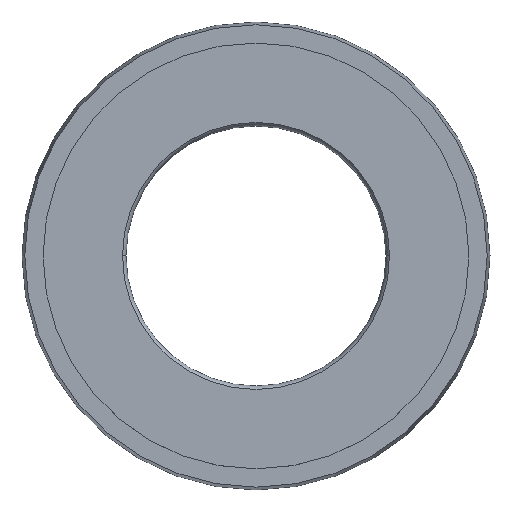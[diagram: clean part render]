
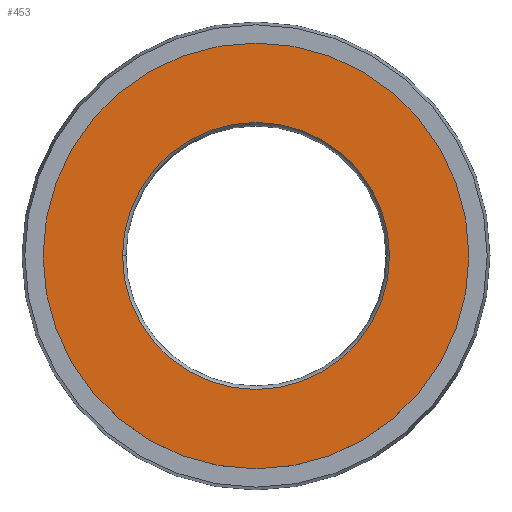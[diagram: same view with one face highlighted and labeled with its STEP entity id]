
A CAD part, top view. The second image highlights one B-rep face of the part: STEP entity #453.
In plain terms, the highlighted planar face has unit normal (0, 0, 1).
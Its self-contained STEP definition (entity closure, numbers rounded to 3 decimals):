
#14 = AXIS2_PLACEMENT_3D ( 'NONE', #129, #329, #229 ) ;
#15 = VERTEX_POINT ( 'NONE', #624 ) ;
#23 = DIRECTION ( 'NONE',  ( -1., 0., 0. ) ) ;
#31 = DIRECTION ( 'NONE',  ( 0., 0., 1. ) ) ;
#56 = DIRECTION ( 'NONE',  ( 0., 0., 1. ) ) ;
#57 = DIRECTION ( 'NONE',  ( 1., 0., 0. ) ) ;
#67 = CIRCLE ( 'NONE', #377, 9.5 ) ;
#85 = CARTESIAN_POINT ( 'NONE',  ( 0., 0., 0. ) ) ;
#126 = AXIS2_PLACEMENT_3D ( 'NONE', #369, #626, #23 ) ;
#129 = CARTESIAN_POINT ( 'NONE',  ( 0., 0., 0. ) ) ;
#155 = EDGE_CURVE ( 'NONE', #15, #526, #194, .T. ) ;
#194 = CIRCLE ( 'NONE', #206, 15.15 ) ;
#195 = FACE_BOUND ( 'NONE', #465, .T. ) ;
#206 = AXIS2_PLACEMENT_3D ( 'NONE', #85, #31, #588 ) ;
#229 = DIRECTION ( 'NONE',  ( 1., 0., 0. ) ) ;
#231 = ORIENTED_EDGE ( 'NONE', *, *, #457, .T. ) ;
#253 = CIRCLE ( 'NONE', #14, 15.15 ) ;
#258 = CARTESIAN_POINT ( 'NONE',  ( 0., 0., 0. ) ) ;
#312 = CIRCLE ( 'NONE', #509, 9.5 ) ;
#313 = EDGE_CURVE ( 'NONE', #452, #620, #312, .T. ) ;
#329 = DIRECTION ( 'NONE',  ( 0., 0., 1. ) ) ;
#333 = ORIENTED_EDGE ( 'NONE', *, *, #155, .T. ) ;
#334 = DIRECTION ( 'NONE',  ( 1., 0., 0. ) ) ;
#369 = CARTESIAN_POINT ( 'NONE',  ( 0., 0., 0. ) ) ;
#377 = AXIS2_PLACEMENT_3D ( 'NONE', #536, #490, #334 ) ;
#382 = FACE_OUTER_BOUND ( 'NONE', #454, .T. ) ;
#409 = PLANE ( 'NONE',  #126 ) ;
#411 = CARTESIAN_POINT ( 'NONE',  ( 9.5, 0., 0. ) ) ;
#414 = ORIENTED_EDGE ( 'NONE', *, *, #313, .F. ) ;
#430 = CARTESIAN_POINT ( 'NONE',  ( -15.15, 0., 0. ) ) ;
#452 = VERTEX_POINT ( 'NONE', #411 ) ;
#453 = ADVANCED_FACE ( 'NONE', ( #195, #382 ), #409, .F. ) ;
#454 = EDGE_LOOP ( 'NONE', ( #333, #231 ) ) ;
#457 = EDGE_CURVE ( 'NONE', #526, #15, #253, .T. ) ;
#465 = EDGE_LOOP ( 'NONE', ( #414, #524 ) ) ;
#490 = DIRECTION ( 'NONE',  ( 0., 0., 1. ) ) ;
#509 = AXIS2_PLACEMENT_3D ( 'NONE', #258, #56, #57 ) ;
#524 = ORIENTED_EDGE ( 'NONE', *, *, #629, .F. ) ;
#526 = VERTEX_POINT ( 'NONE', #430 ) ;
#536 = CARTESIAN_POINT ( 'NONE',  ( 0., 0., 0. ) ) ;
#588 = DIRECTION ( 'NONE',  ( 1., 0., 0. ) ) ;
#620 = VERTEX_POINT ( 'NONE', #631 ) ;
#624 = CARTESIAN_POINT ( 'NONE',  ( 15.15, 0., 0. ) ) ;
#626 = DIRECTION ( 'NONE',  ( 0., 0., -1. ) ) ;
#629 = EDGE_CURVE ( 'NONE', #620, #452, #67, .T. ) ;
#631 = CARTESIAN_POINT ( 'NONE',  ( -9.5, 0., 0. ) ) ;
